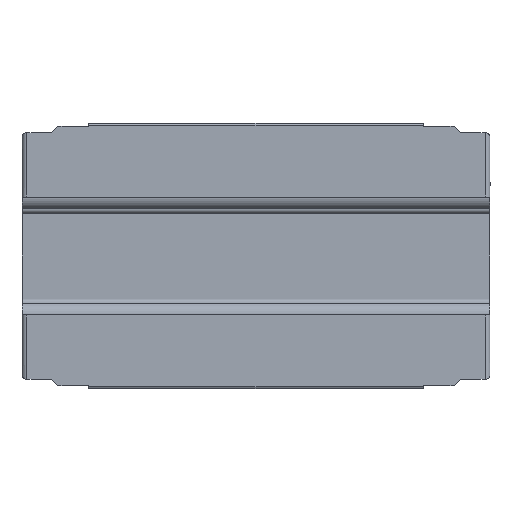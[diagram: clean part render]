
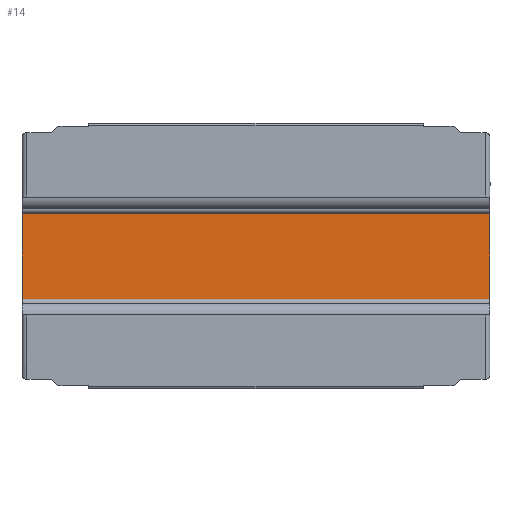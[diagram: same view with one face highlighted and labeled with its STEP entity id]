
A CAD part, front view. The second image highlights one B-rep face of the part: STEP entity #14.
In plain terms, the highlighted planar face has unit normal (0, -1, 0).
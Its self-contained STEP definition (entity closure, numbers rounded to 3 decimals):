
#4 = EDGE_LOOP ( 'NONE', ( #5, #6, #8, #9 ) ) ;
#5 = ORIENTED_EDGE ( 'NONE', *, *, #8852, .T. ) ;
#6 = ORIENTED_EDGE ( 'NONE', *, *, #7, .T. ) ;
#7 = EDGE_CURVE ( 'NONE', #8711, #8819, #9532, .T. ) ;
#8 = ORIENTED_EDGE ( 'NONE', *, *, #8818, .T. ) ;
#9 = ORIENTED_EDGE ( 'NONE', *, *, #121, .T. ) ;
#14 = ADVANCED_FACE ( 'NONE', ( #9523 ), #9521, .F. ) ;
#121 = EDGE_CURVE ( 'NONE', #8816, #8713, #9926, .T. ) ;
#3130 = CARTESIAN_POINT ( 'NONE',  ( -73.8, 7.5, -6. ) ) ;
#3131 = LINE ( 'NONE', #3130, #3269 ) ;
#3150 = CARTESIAN_POINT ( 'NONE',  ( -26.2, 7.5, -5.7 ) ) ;
#3240 = LINE ( 'NONE', #3286, #3285 ) ;
#3256 = CARTESIAN_POINT ( 'NONE',  ( -26.2, 7.5, 5.7 ) ) ;
#3268 = DIRECTION ( 'NONE',  ( 0., 0., -1. ) ) ;
#3269 = VECTOR ( 'NONE', #3268, 1000. ) ;
#3284 = DIRECTION ( 'NONE',  ( 0., 0., 1. ) ) ;
#3285 = VECTOR ( 'NONE', #3284, 1000. ) ;
#3286 = CARTESIAN_POINT ( 'NONE',  ( -26.2, 7.5, -6. ) ) ;
#7030 = CARTESIAN_POINT ( 'NONE',  ( -73.8, 7.5, 5.7 ) ) ;
#7031 = CARTESIAN_POINT ( 'NONE',  ( -73.8, 7.5, -5.7 ) ) ;
#8711 = VERTEX_POINT ( 'NONE', #7031 ) ;
#8713 = VERTEX_POINT ( 'NONE', #7030 ) ;
#8816 = VERTEX_POINT ( 'NONE', #3256 ) ;
#8818 = EDGE_CURVE ( 'NONE', #8819, #8816, #3240, .T. ) ;
#8819 = VERTEX_POINT ( 'NONE', #3150 ) ;
#8852 = EDGE_CURVE ( 'NONE', #8713, #8711, #3131, .T. ) ;
#9517 = DIRECTION ( 'NONE',  ( 0., 0., 1. ) ) ;
#9518 = DIRECTION ( 'NONE',  ( 0., 1., 0. ) ) ;
#9519 = CARTESIAN_POINT ( 'NONE',  ( -200., 7.5, 6. ) ) ;
#9520 = AXIS2_PLACEMENT_3D ( 'NONE', #9519, #9518, #9517 ) ;
#9521 = PLANE ( 'NONE',  #9520 ) ;
#9523 = FACE_OUTER_BOUND ( 'NONE', #4, .T. ) ;
#9524 = DIRECTION ( 'NONE',  ( 1., 0., 0. ) ) ;
#9525 = VECTOR ( 'NONE', #9524, 1000. ) ;
#9526 = CARTESIAN_POINT ( 'NONE',  ( -26.2, 7.5, -5.7 ) ) ;
#9532 = LINE ( 'NONE', #9526, #9525 ) ;
#9923 = DIRECTION ( 'NONE',  ( -1., 0., 0. ) ) ;
#9924 = VECTOR ( 'NONE', #9923, 1000. ) ;
#9925 = CARTESIAN_POINT ( 'NONE',  ( -73.8, 7.5, 5.7 ) ) ;
#9926 = LINE ( 'NONE', #9925, #9924 ) ;
